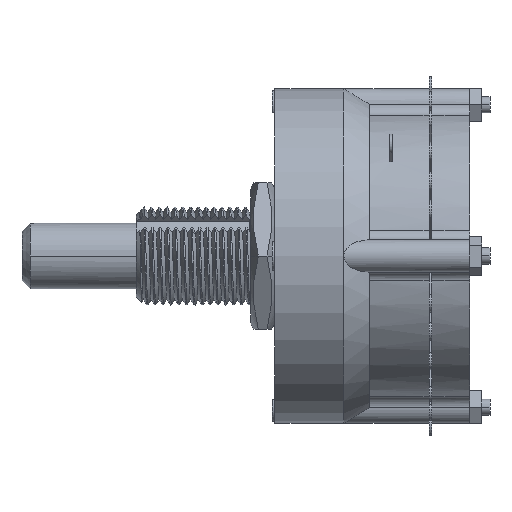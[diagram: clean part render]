
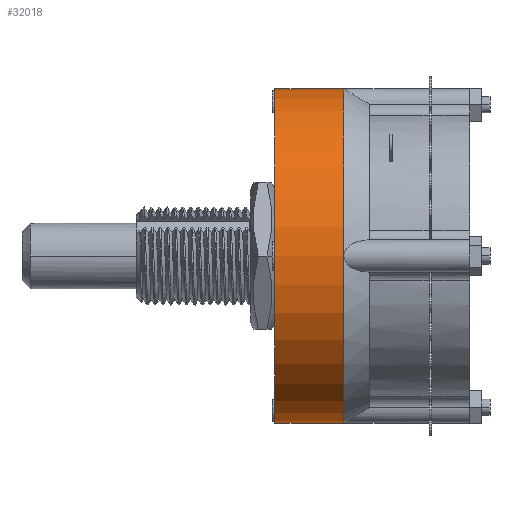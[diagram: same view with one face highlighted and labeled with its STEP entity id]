
A CAD part, left-side view. The second image highlights one B-rep face of the part: STEP entity #32018.
In plain terms, the highlighted cylindrical face has radius 16.269 mm (diameter 32.537 mm), a partial arc.
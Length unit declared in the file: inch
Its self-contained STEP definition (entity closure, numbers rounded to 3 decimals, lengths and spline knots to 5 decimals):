
#1=CARTESIAN_POINT('',(0.,0.,0.));
#2=DIRECTION('',(0.,1.,0.));
#3=DIRECTION('',(0.,0.,-1.));
#4=AXIS2_PLACEMENT_3D('',#1,#2,#3);
#2878=CARTESIAN_POINT('',(0.,-0.263,0.));
#2879=DIRECTION('',(0.,1.,0.));
#2880=DIRECTION('',(0.,0.,-1.));
#2881=AXIS2_PLACEMENT_3D('',#2878,#2879,#2880);
#2883=DIRECTION('',(0.,1.,0.));
#2884=VECTOR('',#2883,0.263);
#2885=CARTESIAN_POINT('',(0.,-0.263,-0.6405));
#2886=LINE('',#2885,#2884);
#2892=DIRECTION('',(0.,1.,0.));
#2893=VECTOR('',#2892,0.263);
#2894=CARTESIAN_POINT('',(0.,-0.263,0.6405));
#2895=LINE('',#2894,#2893);
#20197=CARTESIAN_POINT('',(0.,-0.263,-0.6405));
#20198=CARTESIAN_POINT('',(0.,0.,-0.6405));
#20199=VERTEX_POINT('',#20197);
#20200=VERTEX_POINT('',#20198);
#20201=CARTESIAN_POINT('',(0.,-0.263,0.6405));
#20202=CARTESIAN_POINT('',(0.,0.,0.6405));
#20203=VERTEX_POINT('',#20201);
#20204=VERTEX_POINT('',#20202);
#32004=CARTESIAN_POINT('',(0.,-2.98119,0.));
#32005=DIRECTION('',(0.,1.,0.));
#32006=DIRECTION('',(0.,0.,-1.));
#32007=AXIS2_PLACEMENT_3D('',#32004,#32005,#32006);
#32008=CYLINDRICAL_SURFACE('',#32007,0.6405);
#32010=ORIENTED_EDGE('',*,*,#32009,.T.);
#32011=ORIENTED_EDGE('',*,*,#25254,.T.);
#32013=ORIENTED_EDGE('',*,*,#32012,.F.);
#32015=ORIENTED_EDGE('',*,*,#32014,.F.);
#32016=EDGE_LOOP('',(#32010,#32011,#32013,#32015));
#32017=FACE_OUTER_BOUND('',#32016,.F.);
#32018=ADVANCED_FACE('',(#32017),#32008,.T.);
#5=CIRCLE('',#4,0.6405);
#2882=CIRCLE('',#2881,0.6405);
#25254=EDGE_CURVE('',#20200,#20204,#5,.T.);
#32009=EDGE_CURVE('',#20199,#20200,#2886,.T.);
#32012=EDGE_CURVE('',#20203,#20204,#2895,.T.);
#32014=EDGE_CURVE('',#20199,#20203,#2882,.T.);
